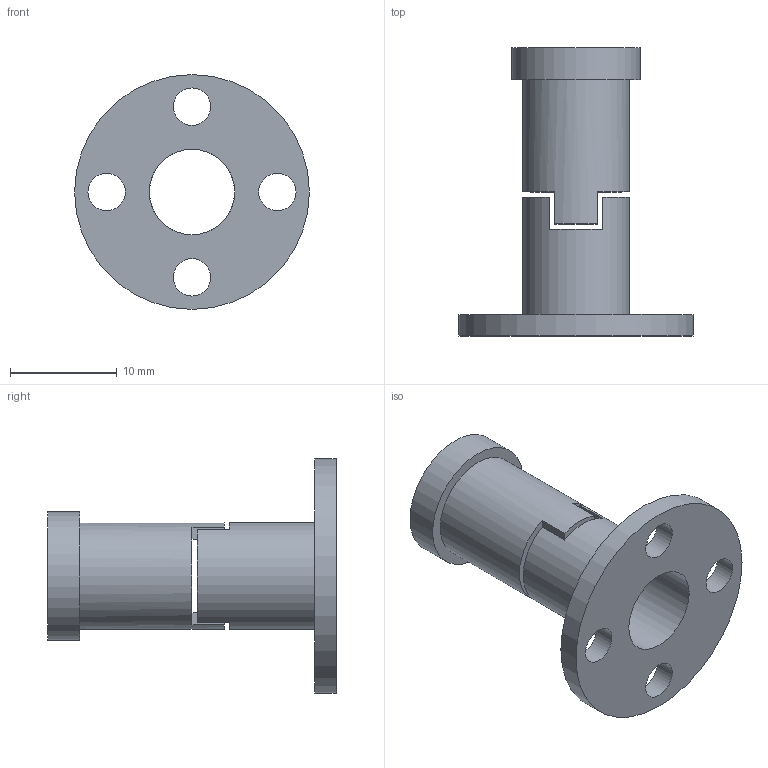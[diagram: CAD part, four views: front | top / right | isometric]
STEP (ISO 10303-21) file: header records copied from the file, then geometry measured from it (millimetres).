
FILE_DESCRIPTION(/* description */ (''),/* implementation_level */ '2;1');
FILE_NAME(/* name */ 'Z_NUT.stp',/* time_stamp */ '2022-07-20T21:18:49+09:00',/* author */ (''),/* organization */ (''),/* preprocessor_version */ 'ST-DEVELOPER v16.7',/* originating_system */ '',/* authorisation */ '');
FILE_SCHEMA (('AUTOMOTIVE_DESIGN { 1 0 10303 214 3 1 1 1 }'));
Length unit declared in the file: millimetre
Products named in the file (1): Z_NUT
Bounding box: 22 x 27 x 22 mm (x, y, z)
Volume: 1372.2 mm3; surface area: 2403.1 mm2
Topology: 2 solids, 2 shells, 30 faces, 78 edges, 53 vertices
Faces by surface type: plane 20, cylinder 10
Full cylindrical faces by diameter (mm): 3.5 x4, 8 x2, 10 x2, 12 x1, 22 x1
Entity records: 928 total; most frequent: DIRECTION 160, CARTESIAN_POINT 145, ORIENTED_EDGE 128, EDGE_CURVE 64, AXIS2_PLACEMENT_3D 64, EDGE_LOOP 52, VERTEX_POINT 48, FACE_BOUND 36
